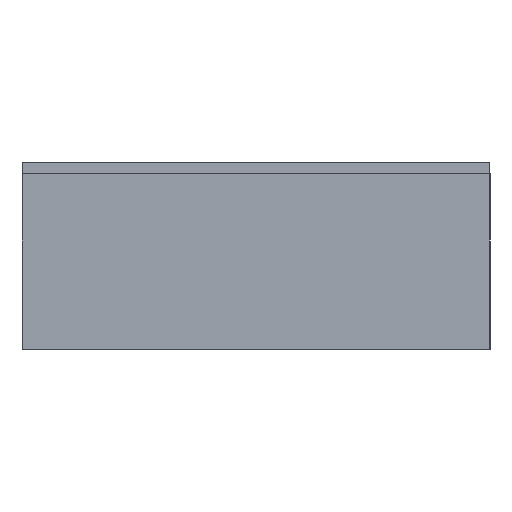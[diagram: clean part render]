
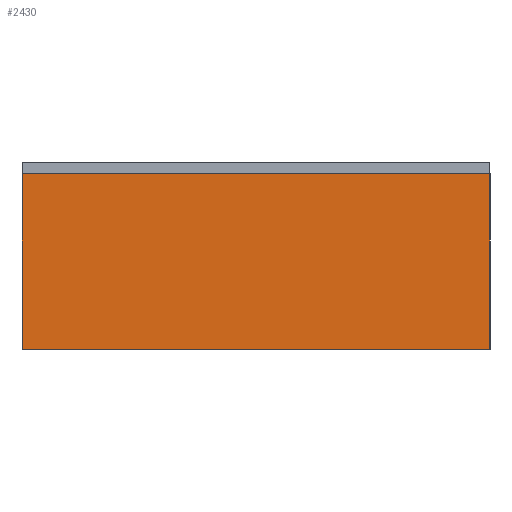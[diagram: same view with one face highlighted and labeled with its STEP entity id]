
A CAD part, left-side view. The second image highlights one B-rep face of the part: STEP entity #2430.
In plain terms, the highlighted planar face has unit normal (-1, 0, 0).
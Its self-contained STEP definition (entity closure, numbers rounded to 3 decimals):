
#152=ORIENTED_EDGE('',*,*,#597,.F.);
#153=ORIENTED_EDGE('',*,*,#627,.F.);
#154=ORIENTED_EDGE('',*,*,#609,.T.);
#155=ORIENTED_EDGE('',*,*,#625,.T.);
#597=EDGE_CURVE('',#846,#847,#1014,.T.);
#609=EDGE_CURVE('',#856,#855,#1026,.T.);
#625=EDGE_CURVE('',#855,#847,#1042,.T.);
#627=EDGE_CURVE('',#856,#846,#1044,.T.);
#846=VERTEX_POINT('',#3057);
#847=VERTEX_POINT('',#3059);
#855=VERTEX_POINT('',#3079);
#856=VERTEX_POINT('',#3081);
#1014=LINE('',#3058,#1233);
#1026=LINE('',#3080,#1245);
#1042=LINE('',#3110,#1261);
#1044=LINE('',#3114,#1263);
#1233=VECTOR('',#2646,1000.);
#1245=VECTOR('',#2660,1000.);
#1261=VECTOR('',#2686,1000.);
#1263=VECTOR('',#2692,1000.);
#1439=EDGE_LOOP('',(#152,#153,#154,#155));
#1548=FACE_BOUND('',#1439,.T.);
#1657=PLANE('',#2533);
#2430=ADVANCED_FACE('',(#1548),#1657,.T.);
#2533=AXIS2_PLACEMENT_3D('',#3115,#2693,#2694);
#2646=DIRECTION('',(0.,0.,1.));
#2660=DIRECTION('',(0.,0.,1.));
#2686=DIRECTION('',(0.,1.,0.));
#2692=DIRECTION('',(0.,1.,0.));
#2693=DIRECTION('',(-1.,0.,0.));
#2694=DIRECTION('',(0.,0.,1.));
#3057=CARTESIAN_POINT('',(-1.,0.625,0.027));
#3058=CARTESIAN_POINT('',(-1.,0.625,0.027));
#3059=CARTESIAN_POINT('',(-1.,0.625,0.497));
#3079=CARTESIAN_POINT('',(-1.,-0.625,0.497));
#3080=CARTESIAN_POINT('',(-1.,-0.625,0.027));
#3081=CARTESIAN_POINT('',(-1.,-0.625,0.027));
#3110=CARTESIAN_POINT('',(-1.,-0.625,0.497));
#3114=CARTESIAN_POINT('',(-1.,-0.625,0.027));
#3115=CARTESIAN_POINT('',(-1.,-0.625,0.027));
